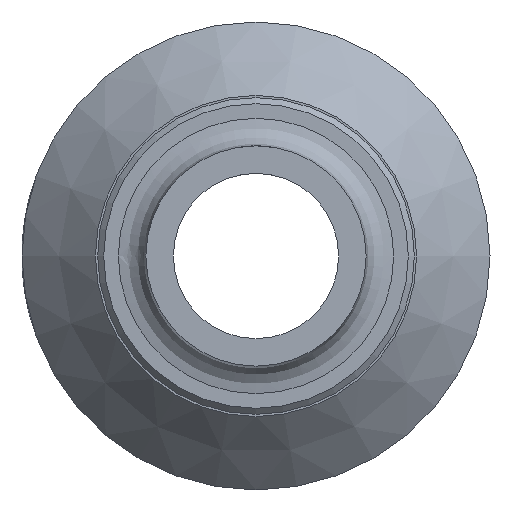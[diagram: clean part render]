
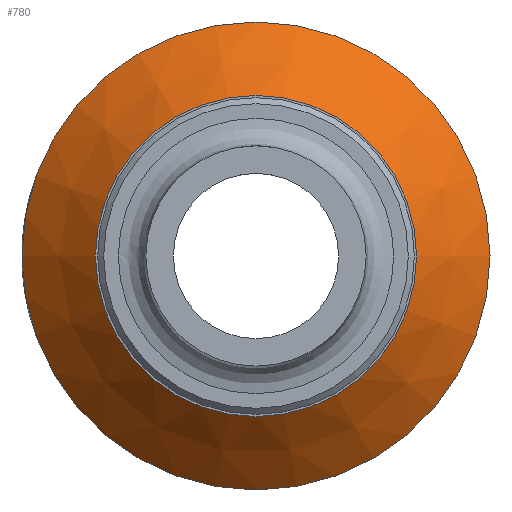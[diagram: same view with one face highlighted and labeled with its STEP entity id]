
A CAD part, left-side view. The second image highlights one B-rep face of the part: STEP entity #780.
In plain terms, the highlighted conical face has half-angle 45 degrees and reference radius 22.752 mm.
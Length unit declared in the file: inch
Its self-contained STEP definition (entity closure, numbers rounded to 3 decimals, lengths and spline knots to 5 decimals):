
#746=CARTESIAN_POINT('',(12.15498,4.29091,0.0));
#747=VERTEX_POINT('',#746);
#748=CARTESIAN_POINT('',(12.15498,3.56191,0.0));
#749=DIRECTION('',(1.0,0.0,0.0));
#750=DIRECTION('',(0.0,1.0,0.0));
#751=AXIS2_PLACEMENT_3D('',#748,#749,#750);
#752=CIRCLE('',#751,0.729);
#753=EDGE_CURVE('',#747,#747,#752,.T.);
#761=CARTESIAN_POINT('',(12.32173,3.56191,0.0));
#762=DIRECTION('',(1.0,0.0,0.0));
#763=DIRECTION('',(0.0,1.0,0.0));
#764=AXIS2_PLACEMENT_3D('',#761,#762,#763);
#765=CONICAL_SURFACE('',#764,0.89575,45.);
#766=CARTESIAN_POINT('',(12.48848,4.62441,0.0));
#767=VERTEX_POINT('',#766);
#768=CARTESIAN_POINT('',(12.48848,3.56191,0.0));
#769=DIRECTION('',(1.0,0.0,0.0));
#770=DIRECTION('',(0.0,1.0,0.0));
#771=AXIS2_PLACEMENT_3D('',#768,#769,#770);
#772=CIRCLE('',#771,1.0625);
#773=EDGE_CURVE('',#767,#767,#772,.T.);
#774=ORIENTED_EDGE('',*,*,#773,.F.);
#775=EDGE_LOOP('',(#774));
#776=FACE_OUTER_BOUND('',#775,.T.);
#777=ORIENTED_EDGE('',*,*,#753,.T.);
#778=EDGE_LOOP('',(#777));
#779=FACE_BOUND('',#778,.T.);
#780=ADVANCED_FACE('',(#776,#779),#765,.T.);
